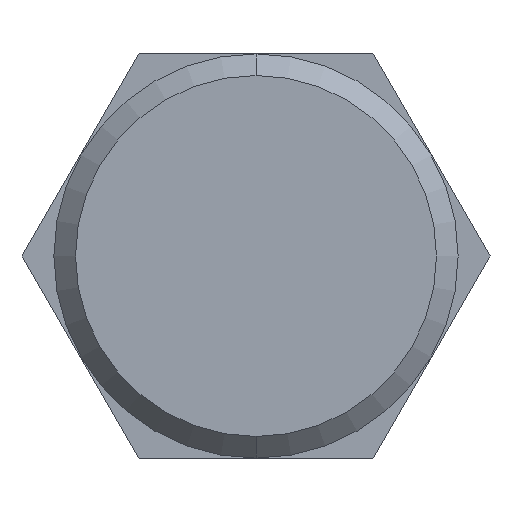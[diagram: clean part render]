
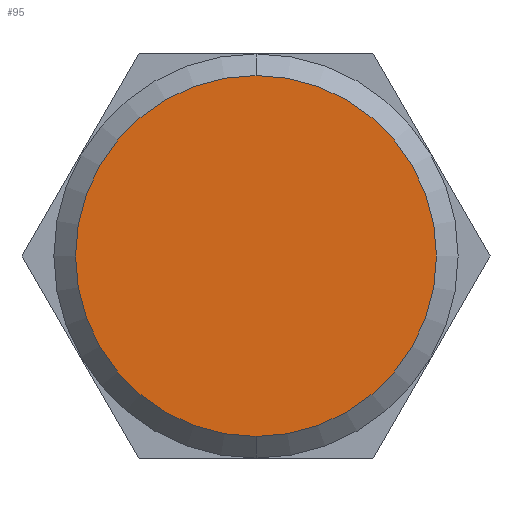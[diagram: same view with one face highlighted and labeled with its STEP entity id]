
A CAD part, front view. The second image highlights one B-rep face of the part: STEP entity #95.
In plain terms, the highlighted planar face has unit normal (0, -1, 0).
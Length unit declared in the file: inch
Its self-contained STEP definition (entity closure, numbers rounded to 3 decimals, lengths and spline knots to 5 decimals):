
#4 = AXIS2_PLACEMENT_3D ( 'NONE', #118, #282, #128 ) ;
#5 = CARTESIAN_POINT ( 'NONE',  ( -1.54426, -1.255, -0.65615 ) ) ;
#20 = ORIENTED_EDGE ( 'NONE', *, *, #110, .T. ) ;
#25 = CARTESIAN_POINT ( 'NONE',  ( -1.54426, -1.255, -0.65615 ) ) ;
#46 = FACE_OUTER_BOUND ( 'NONE', #222, .T. ) ;
#64 = AXIS2_PLACEMENT_3D ( 'NONE', #25, #151, #462 ) ;
#73 = AXIS2_PLACEMENT_3D ( 'NONE', #5, #393, #398 ) ;
#95 = ADVANCED_FACE ( 'NONE', ( #46 ), #243, .F. ) ;
#110 = EDGE_CURVE ( 'NONE', #328, #325, #319, .T. ) ;
#118 = CARTESIAN_POINT ( 'NONE',  ( -1.54426, -1.255, -0.65615 ) ) ;
#128 = DIRECTION ( 'NONE',  ( 0., 0., 1. ) ) ;
#151 = DIRECTION ( 'NONE',  ( 0., -1., 0. ) ) ;
#222 = EDGE_LOOP ( 'NONE', ( #20, #422 ) ) ;
#241 = CIRCLE ( 'NONE', #64, 0.167 ) ;
#243 = PLANE ( 'NONE',  #73 ) ;
#282 = DIRECTION ( 'NONE',  ( 0., -1., 0. ) ) ;
#319 = CIRCLE ( 'NONE', #4, 0.167 ) ;
#325 = VERTEX_POINT ( 'NONE', #419 ) ;
#328 = VERTEX_POINT ( 'NONE', #505 ) ;
#393 = DIRECTION ( 'NONE',  ( 0., 1., 0. ) ) ;
#398 = DIRECTION ( 'NONE',  ( 1., 0., 0. ) ) ;
#419 = CARTESIAN_POINT ( 'NONE',  ( -1.54426, -1.255, -0.82315 ) ) ;
#422 = ORIENTED_EDGE ( 'NONE', *, *, #445, .T. ) ;
#445 = EDGE_CURVE ( 'NONE', #325, #328, #241, .T. ) ;
#462 = DIRECTION ( 'NONE',  ( 0., 0., 1. ) ) ;
#505 = CARTESIAN_POINT ( 'NONE',  ( -1.54426, -1.255, -0.48915 ) ) ;
